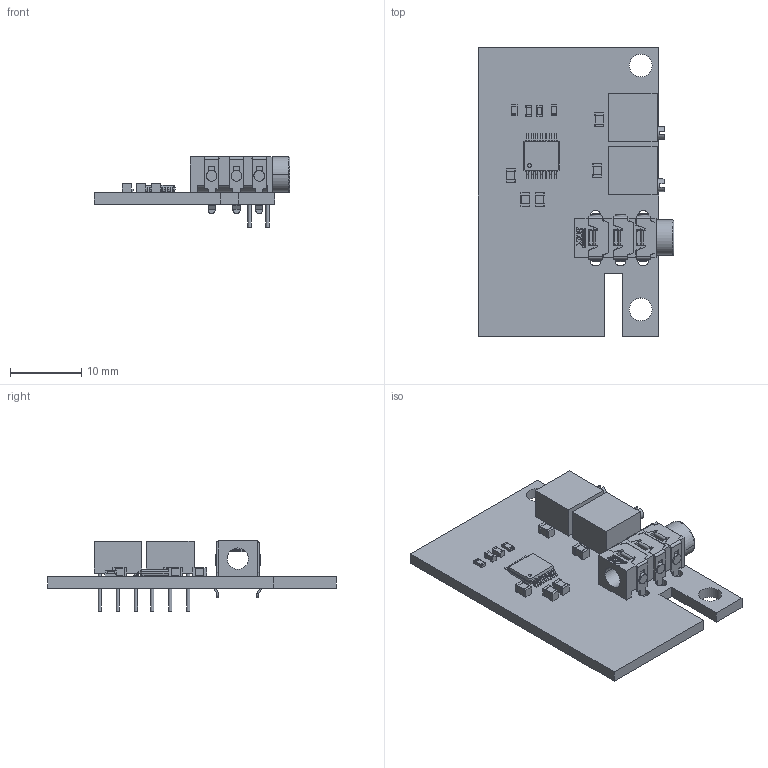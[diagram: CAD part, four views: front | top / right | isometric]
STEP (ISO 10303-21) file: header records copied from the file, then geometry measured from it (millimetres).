
FILE_DESCRIPTION(('FreeCAD Model'),'2;1');
FILE_NAME('Open CASCADE Shape Model','2024-08-30T16:00:20',(''),(''), 'Open CASCADE STEP processor 7.7','FreeCAD','Unknown');
FILE_SCHEMA(('AUTOMOTIVE_DESIGN { 1 0 10303 214 1 1 1 1 }'));
Length unit declared in the file: millimetre
Products named in the file (28): analog_input 1; C_0805_2012Metric033; C_0805_2012Metric032; C_0805_2012Metric035; C_0805_2012Metric034; R_0603_1608Metric079; R_0603_1608Metric078; R_0603_1608Metric081; R_0603_1608Metric080; C_0603_1608Metric155; C_0603_1608Metric154; C_0603_1608Metric157; C_0603_1608Metric156; TSSOP-14_4.4x5mm_P0.65mm; TSSOP_14_44x5mm_P065mm; Potentiometer_Bourns_3266P_Horizontal001; Potentiometer_Bourns_3266P_Horizontal; C_0805_2012Metric037; C_0805_2012Metric036; C_0805_2012Metric039; C_0805_2012Metric038; Potentiometer_Bourns_3266P_Horizontal003; Potentiometer_Bourns_3266P_Horizontal002; C_0805_2012Metric041; C_0805_2012Metric040; PJ-3135-Y; PJ-3135-X; analog_input_PCB
Assembly tree (27 placements, depth 3):
  analog_input 1
    C_0805_2012Metric033
      C_0805_2012Metric032
    C_0805_2012Metric035
      C_0805_2012Metric034
    R_0603_1608Metric079
      R_0603_1608Metric078
    R_0603_1608Metric081
      R_0603_1608Metric080
    C_0603_1608Metric155
      C_0603_1608Metric154
    C_0603_1608Metric157
      C_0603_1608Metric156
    TSSOP-14_4.4x5mm_P0.65mm
      TSSOP_14_44x5mm_P065mm
    Potentiometer_Bourns_3266P_Horizontal001
      Potentiometer_Bourns_3266P_Horizontal
    C_0805_2012Metric037
      C_0805_2012Metric036
    C_0805_2012Metric039
      C_0805_2012Metric038
    Potentiometer_Bourns_3266P_Horizontal003
      Potentiometer_Bourns_3266P_Horizontal002
    C_0805_2012Metric041
      C_0805_2012Metric040
    PJ-3135-Y
      PJ-3135-X
    analog_input_PCB
Bounding box: 27.52 x 40.64 x 9.88 mm (x, y, z)
Volume: 2258.7 mm3; surface area: 3552.7 mm2
Topology: 14 solids, 14 shells, 1375 faces, 3787 edges, 2487 vertices
Faces by surface type: plane 1043, cylinder 286, bspline 38, torus 6, cone 2
Full cylindrical faces by diameter (mm): 0.46 x6, 0.5 x1, 0.8 x6, 1.4 x2, 1.53 x5, 1.78 x2, 3.2 x2
Entity records: 47742 total; most frequent: CARTESIAN_POINT 7906, ORIENTED_EDGE 7574, DIRECTION 7123, EDGE_CURVE 3787, LINE 3107, VECTOR 3107, VERTEX_POINT 2487, AXIS2_PLACEMENT_3D 2008
